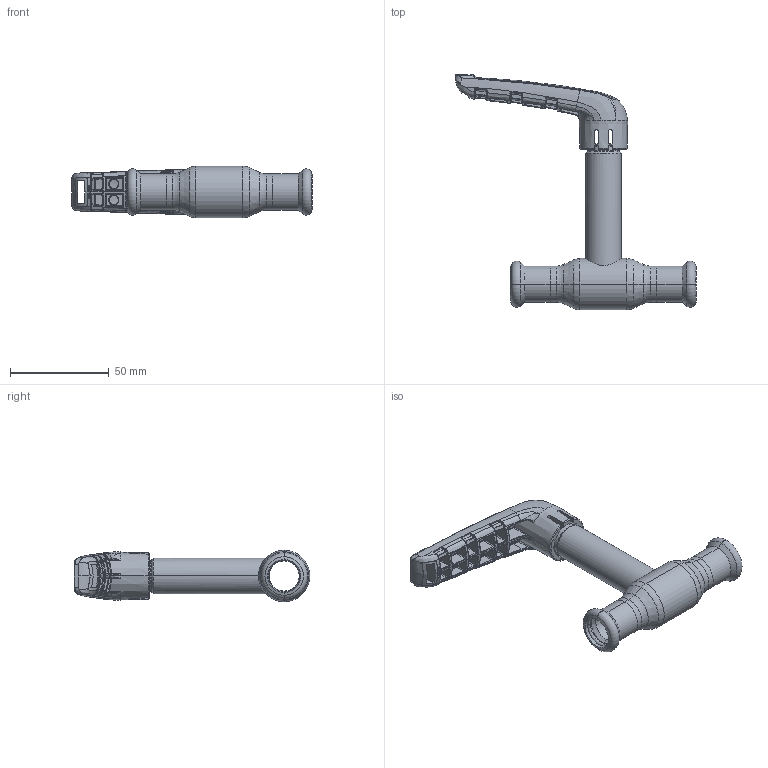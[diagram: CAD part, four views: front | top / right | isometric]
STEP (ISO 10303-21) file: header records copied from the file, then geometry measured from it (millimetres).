
FILE_DESCRIPTION (( 'STEP AP214' ), '1' );
FILE_NAME ('XPR10101 DN10 15 x 15.step', '2018-09-10T11:19:17', ( '' ), ( '' ), 'SwSTEP 2.0', 'SolidWorks 2017', '' );
FILE_SCHEMA (( 'AUTOMOTIVE_DESIGN' ));
Length unit declared in the file: millimetre
Products named in the file (1): XPR10101 DN10 15 x 15
Bounding box: 121.78 x 119.18 x 26 mm (x, y, z)
Surface area: 22789.2 mm2 (no closed solid volume)
Topology: 0 solids, 9 shells, 793 faces, 2491 edges, 1585 vertices
Faces by surface type: bspline 660, plane 46, cylinder 34, cone 32, torus 21
Entity records: 59301 total; most frequent: CARTESIAN_POINT 34754, ORIENTED_EDGE 4142, EDGE_CURVE 2465, B_SPLINE_CURVE_WITH_KNOTS 1732, VERTEX_POINT 1585, DIRECTION 1560, EDGE_LOOP 814, UNCERTAINTY_MEASURE_WITH_UNIT 795
